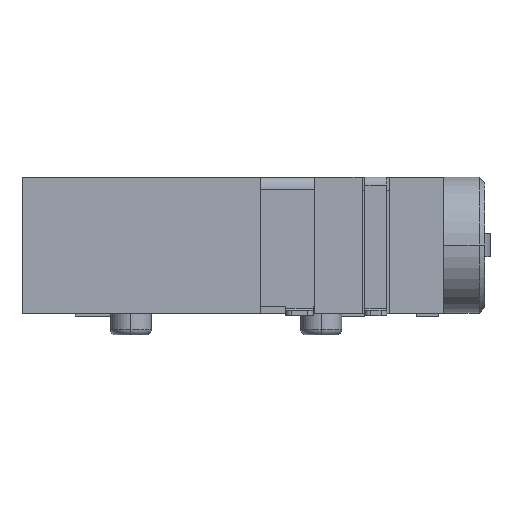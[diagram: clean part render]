
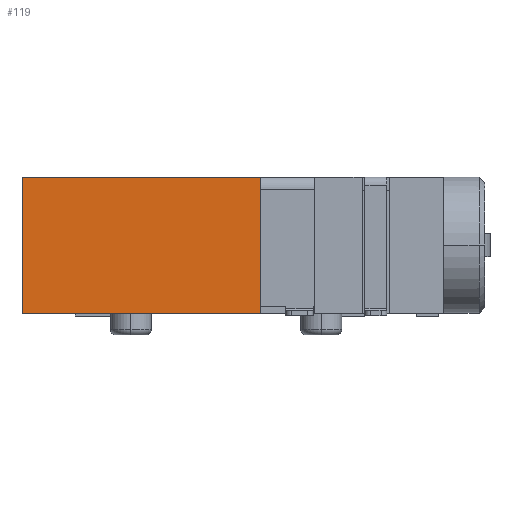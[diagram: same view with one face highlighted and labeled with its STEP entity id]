
A CAD part, top view. The second image highlights one B-rep face of the part: STEP entity #119.
In plain terms, the highlighted planar face has unit normal (0, 0, 1).
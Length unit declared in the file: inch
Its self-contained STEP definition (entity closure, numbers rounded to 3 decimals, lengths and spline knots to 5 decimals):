
#45 = DIRECTION ( 'NONE',  ( 0., 1., 0. ) ) ;
#119 = ADVANCED_FACE ( 'NONE', ( #8472 ), #7048, .T. ) ;
#149 = VECTOR ( 'NONE', #45, 39.37008 ) ;
#157 = VERTEX_POINT ( 'NONE', #2475 ) ;
#161 = CARTESIAN_POINT ( 'NONE',  ( -0.61024, 0.09843, 0.11811 ) ) ;
#267 = DIRECTION ( 'NONE',  ( 1., 0., 0. ) ) ;
#294 = ORIENTED_EDGE ( 'NONE', *, *, #5471, .T. ) ;
#712 = CARTESIAN_POINT ( 'NONE',  ( -0.61024, -0.09843, 0.11811 ) ) ;
#813 = EDGE_CURVE ( 'NONE', #157, #5429, #2985, .T. ) ;
#1072 = CARTESIAN_POINT ( 'NONE',  ( -0.61024, 0.09843, 0.11811 ) ) ;
#1942 = CARTESIAN_POINT ( 'NONE',  ( -0.61024, 0.09843, 0.11811 ) ) ;
#2013 = EDGE_LOOP ( 'NONE', ( #7205, #6627, #294, #6557 ) ) ;
#2262 = VECTOR ( 'NONE', #267, 39.37008 ) ;
#2475 = CARTESIAN_POINT ( 'NONE',  ( -0.26575, -0.09843, 0.11811 ) ) ;
#2657 = LINE ( 'NONE', #5616, #2262 ) ;
#2985 = LINE ( 'NONE', #8099, #149 ) ;
#3204 = CARTESIAN_POINT ( 'NONE',  ( -0.61024, 0.09843, 0.11811 ) ) ;
#3329 = EDGE_CURVE ( 'NONE', #7696, #157, #2657, .T. ) ;
#4004 = DIRECTION ( 'NONE',  ( 0., 0., 1. ) ) ;
#4021 = DIRECTION ( 'NONE',  ( 1., 0., 0. ) ) ;
#4694 = VERTEX_POINT ( 'NONE', #1942 ) ;
#5429 = VERTEX_POINT ( 'NONE', #7533 ) ;
#5471 = EDGE_CURVE ( 'NONE', #4694, #7696, #6833, .T. ) ;
#5616 = CARTESIAN_POINT ( 'NONE',  ( -0.61024, -0.09843, 0.11811 ) ) ;
#6205 = VECTOR ( 'NONE', #7399, 39.37008 ) ;
#6227 = VECTOR ( 'NONE', #4021, 39.37008 ) ;
#6432 = EDGE_CURVE ( 'NONE', #4694, #5429, #7699, .T. ) ;
#6557 = ORIENTED_EDGE ( 'NONE', *, *, #3329, .T. ) ;
#6627 = ORIENTED_EDGE ( 'NONE', *, *, #6432, .F. ) ;
#6833 = LINE ( 'NONE', #161, #6205 ) ;
#7048 = PLANE ( 'NONE',  #7575 ) ;
#7205 = ORIENTED_EDGE ( 'NONE', *, *, #813, .T. ) ;
#7399 = DIRECTION ( 'NONE',  ( 0., -1., 0. ) ) ;
#7533 = CARTESIAN_POINT ( 'NONE',  ( -0.26575, 0.09843, 0.11811 ) ) ;
#7575 = AXIS2_PLACEMENT_3D ( 'NONE', #3204, #4004, #9108 ) ;
#7696 = VERTEX_POINT ( 'NONE', #712 ) ;
#7699 = LINE ( 'NONE', #1072, #6227 ) ;
#8099 = CARTESIAN_POINT ( 'NONE',  ( -0.26575, -0.09843, 0.11811 ) ) ;
#8472 = FACE_OUTER_BOUND ( 'NONE', #2013, .T. ) ;
#9108 = DIRECTION ( 'NONE',  ( 0., -1., 0. ) ) ;
